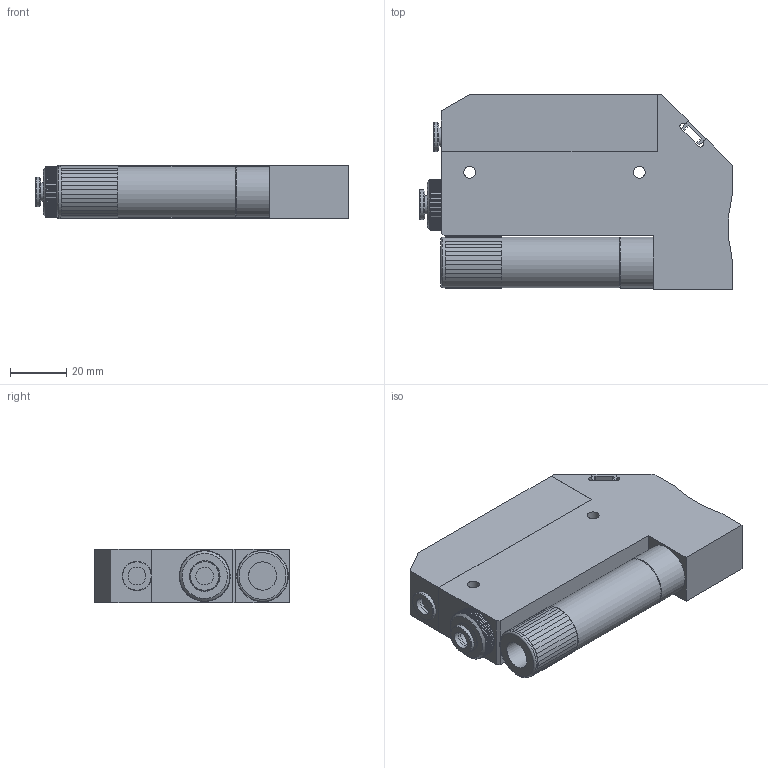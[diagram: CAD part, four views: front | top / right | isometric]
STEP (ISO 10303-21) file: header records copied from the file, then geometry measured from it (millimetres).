
FILE_DESCRIPTION(/* description */ (''),/* implementation_level */ '2;1');
FILE_NAME(/* name */ 'NK1_CK.stp',/* time_stamp */ '2020-11-02T16:19:09+01:00',/* author */ ('enginyeria'),/* organization */ (''),/* preprocessor_version */ 'ST-DEVELOPER v17.2',/* originating_system */ 'Autodesk Inventor 2019',/* authorisation */ '');
FILE_SCHEMA (('CONFIG_CONTROL_DESIGN'));
Length unit declared in the file: millimetre
Products named in the file (1): NK1+CK
Bounding box: 110.75 x 69 x 19.04 mm (x, y, z)
Volume: 116800.3 mm3; surface area: 24785.6 mm2
Topology: 1 solids, 1 shells, 398 faces, 1136 edges, 762 vertices
Faces by surface type: plane 292, cylinder 89, cone 12, torus 5
Full cylindrical faces by diameter (mm): 4.2 x2, 5.5 x2, 5.6 x2, 6.3 x2, 6.5 x2, 8.5 x2, 10 x1, 10.5 x3, 11.445 x1, 11.5 x1, 16 x1, 18 x3
Entity records: 13463 total; most frequent: CARTESIAN_POINT 2327, ORIENTED_EDGE 2268, DIRECTION 2201, EDGE_CURVE 1134, LINE 833, VECTOR 833, VERTEX_POINT 762, AXIS2_PLACEMENT_3D 684
